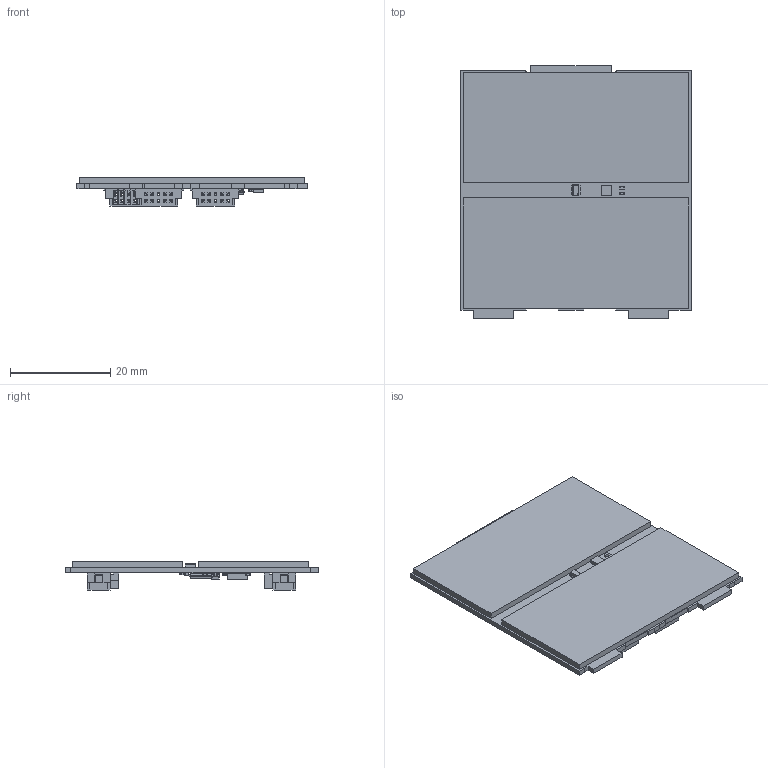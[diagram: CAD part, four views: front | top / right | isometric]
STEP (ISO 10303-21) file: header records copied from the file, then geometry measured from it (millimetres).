
FILE_DESCRIPTION(('FreeCAD Model'),'2;1');
FILE_NAME('Open CASCADE Shape Model','2023-07-30T17:44:53',(''),(''), 'Open CASCADE STEP processor 7.6','FreeCAD','Unknown');
FILE_SCHEMA(('AUTOMOTIVE_DESIGN { 1 0 10303 214 1 1 1 1 }'));
Length unit declared in the file: millimetre
Products named in the file (63): ExternalFaces; Board_Geoms_4cba; Pcb_4cba; Step_Models_4cba; Top_4cba; C9_C_0402_1005Metric_83b685b8990c; IC3_ASSEMBLY_2ddec13fd099; Body; PinsArrayL004; PinsArrayL; PinsArrayL001; PinsArrayL002; PinsArrayL003; PinsArrayR004; PinsArrayR; PinsArrayR001; PinsArrayR002; PinsArrayR003; IC2_DRV0006B_ASM_297f17f4eae2; BODY-SON; FRAME-DRV0006B; SOLID; SOLID001; SOLID002; SOLID003; SOLID004; SOLID005; SOLID006; S2_SM141K06TFV_851a511cd6df; Bot_4cba; R2_R_0402_1005Metric_56c360e91de4; J2_SFMH-105-02-L-D-WT_314df16e6610; C-108-05-D; SFMH-105-02-D-WT_socket; IC1_DSG0008A_ASM_5941d03cc15d; BODY-SON001; FRAME-DSG0008A; SOLID007; SOLID008; SOLID009 ...
Assembly tree (77 placements, depth 6):
  ExternalFaces
    Board_Geoms_4cba
      Pcb_4cba
    Step_Models_4cba
      Top_4cba
        C9_C_0402_1005Metric_83b685b8990c  x2
        IC3_ASSEMBLY_2ddec13fd099
          Body
          PinsArrayL004
            PinsArrayL
            PinsArrayL001
            PinsArrayL002
            PinsArrayL003
          PinsArrayR004
            PinsArrayR
            PinsArrayR001
            PinsArrayR002
            PinsArrayR003
        IC2_DRV0006B_ASM_297f17f4eae2
          BODY-SON
          FRAME-DRV0006B
            SOLID
            SOLID001
            SOLID002
            SOLID003
            SOLID004
            SOLID005
            SOLID006
        S2_SM141K06TFV_851a511cd6df  x2
      Bot_4cba
        R2_R_0402_1005Metric_56c360e91de4  x4
        J2_SFMH-105-02-L-D-WT_314df16e6610  x3
          C-108-05-D
          SFMH-105-02-D-WT_socket
        C9_C_0402_1005Metric_83b685b8990c  x8
        IC1_DSG0008A_ASM_5941d03cc15d
          BODY-SON001
          FRAME-DSG0008A
            SOLID007
            SOLID008
            SOLID009
            SOLID010
            SOLID011
            SOLID012
            SOLID013
            SOLID014
            SOLID015
        IC4_ASSEMBLY_8a5f637bb77d
          Body001
          PinsArrayLR008
            PinsArrayLR
            PinsArrayLR001
            PinsArrayLR002
            PinsArrayLR003
            PinsArrayLR004
            PinsArrayLR005
            PinsArrayLR006
            PinsArrayLR007
        L1_ASSEMBLY_e8f477df2294
          Body002
Bounding box: 46 x 50.4 x 5.63 mm (x, y, z)
Volume: 5177.5 mm3; surface area: 10902.3 mm2
Topology: 63 solids, 63 shells, 1706 faces, 4473 edges, 2918 vertices
Faces by surface type: plane 1412, cylinder 238, cone 30, bspline 26
Full cylindrical faces by diameter (mm): 0.15 x1, 0.55 x1, 0.813 x30
Entity records: 28500 total; most frequent: CARTESIAN_POINT 4753, ORIENTED_EDGE 4450, DIRECTION 4185, EDGE_CURVE 2225, LINE 2005, VECTOR 2005, VERTEX_POINT 1450, AXIS2_PLACEMENT_3D 1090
